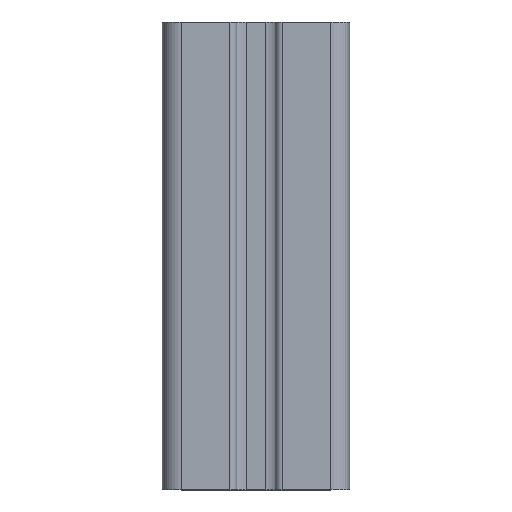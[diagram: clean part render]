
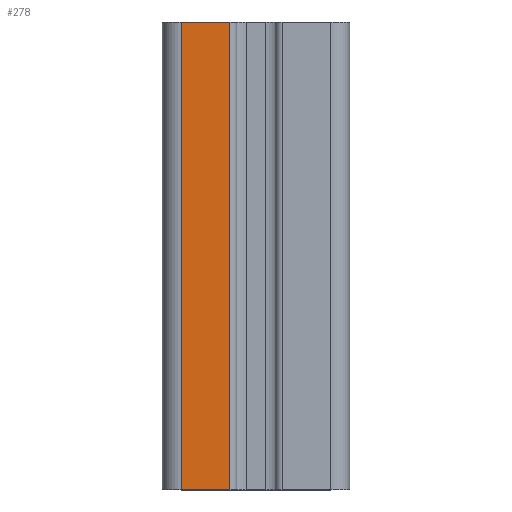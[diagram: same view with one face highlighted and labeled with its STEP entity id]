
A CAD part, top view. The second image highlights one B-rep face of the part: STEP entity #278.
In plain terms, the highlighted planar face has unit normal (0, 0, 1).
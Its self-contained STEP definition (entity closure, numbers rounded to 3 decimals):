
#278 = ADVANCED_FACE( '', ( #588 ), #589, .T. );
#588 = FACE_OUTER_BOUND( '', #923, .T. );
#589 = PLANE( '', #924 );
#923 = EDGE_LOOP( '', ( #1817, #1818, #1819, #1820 ) );
#924 = AXIS2_PLACEMENT_3D( '', #1821, #1822, #1823 );
#1817 = ORIENTED_EDGE( '', *, *, #2137, .F. );
#1818 = ORIENTED_EDGE( '', *, *, #2283, .F. );
#1819 = ORIENTED_EDGE( '', *, *, #2312, .T. );
#1820 = ORIENTED_EDGE( '', *, *, #2458, .T. );
#1821 = CARTESIAN_POINT( '', ( -16., 100., 8. ) );
#1822 = DIRECTION( '', ( 0., 0., 1. ) );
#1823 = DIRECTION( '', ( 0., -1., 0. ) );
#2137 = EDGE_CURVE( '', #2602, #2603, #2604, .T. );
#2283 = EDGE_CURVE( '', #2850, #2602, #2852, .T. );
#2312 = EDGE_CURVE( '', #2850, #2903, #2904, .T. );
#2458 = EDGE_CURVE( '', #2903, #2603, #3096, .T. );
#2602 = VERTEX_POINT( '', #3253 );
#2603 = VERTEX_POINT( '', #3254 );
#2604 = LINE( '', #3255, #3256 );
#2850 = VERTEX_POINT( '', #3572 );
#2852 = LINE( '', #3574, #3575 );
#2903 = VERTEX_POINT( '', #3633 );
#2904 = LINE( '', #3634, #3635 );
#3096 = LINE( '', #3894, #3895 );
#3253 = CARTESIAN_POINT( '', ( -5.6, 0., 8. ) );
#3254 = CARTESIAN_POINT( '', ( -16., 0., 8. ) );
#3255 = CARTESIAN_POINT( '', ( -16., 0., 8. ) );
#3256 = VECTOR( '', #4071, 1000. );
#3572 = CARTESIAN_POINT( '', ( -5.6, 100., 8. ) );
#3574 = CARTESIAN_POINT( '', ( -5.6, 100., 8. ) );
#3575 = VECTOR( '', #4304, 1000. );
#3633 = CARTESIAN_POINT( '', ( -16., 100., 8. ) );
#3634 = CARTESIAN_POINT( '', ( -16., 100., 8. ) );
#3635 = VECTOR( '', #4372, 1000. );
#3894 = CARTESIAN_POINT( '', ( -16., 100., 8. ) );
#3895 = VECTOR( '', #4548, 1000. );
#4071 = DIRECTION( '', ( -1., 0., 0. ) );
#4304 = DIRECTION( '', ( 0., -1., 0. ) );
#4372 = DIRECTION( '', ( -1., 0., 0. ) );
#4548 = DIRECTION( '', ( 0., -1., 0. ) );
